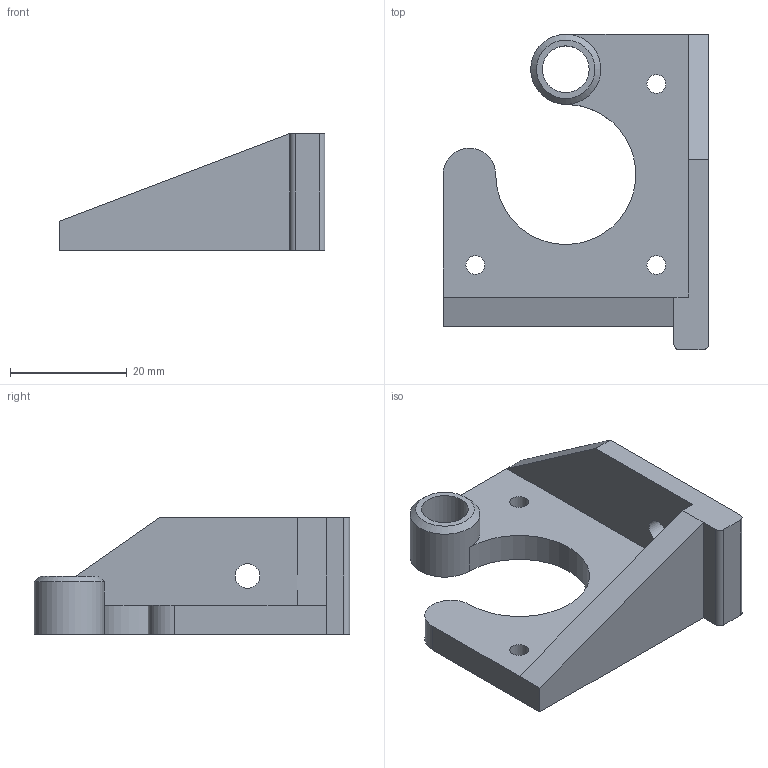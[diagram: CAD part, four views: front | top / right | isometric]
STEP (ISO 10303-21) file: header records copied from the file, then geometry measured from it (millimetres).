
FILE_DESCRIPTION(('FreeCAD Model'),'2;1');
FILE_NAME('Open CASCADE Shape Model','2022-02-09T09:38:35',('Author'),( ''),'Open CASCADE STEP processor 7.5','FreeCAD','Unknown');
FILE_SCHEMA(('AUTOMOTIVE_DESIGN { 1 0 10303 214 1 1 1 1 }'));
Length unit declared in the file: millimetre
Products named in the file (1): NEW.motor.holder.R (Mirror #4)
Bounding box: 45.5 x 54 x 20 mm (x, y, z)
Volume: 11677 mm3; surface area: 6697.5 mm2
Topology: 1 solids, 1 shells, 25 faces, 65 edges, 42 vertices
Faces by surface type: plane 14, cylinder 10, cone 1
Full cylindrical faces by diameter (mm): 3.2 x3, 4.2 x1, 8 x1, 12 x1
Entity records: 1670 total; most frequent: CARTESIAN_POINT 295, DIRECTION 263, LINE 148, VECTOR 148, ORIENTED_EDGE 130, PCURVE 130, DEFINITIONAL_REPRESENTATION 130, EDGE_CURVE 65
